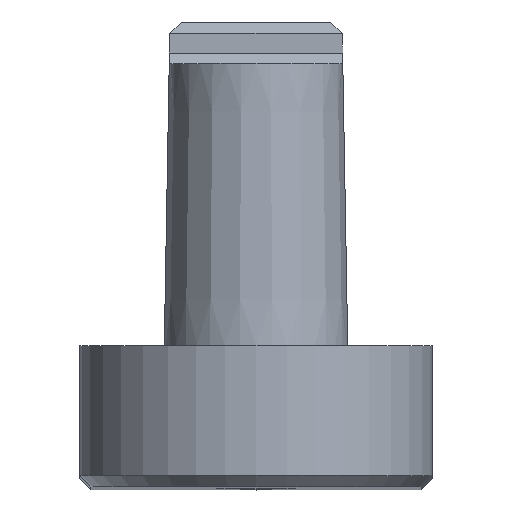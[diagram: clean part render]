
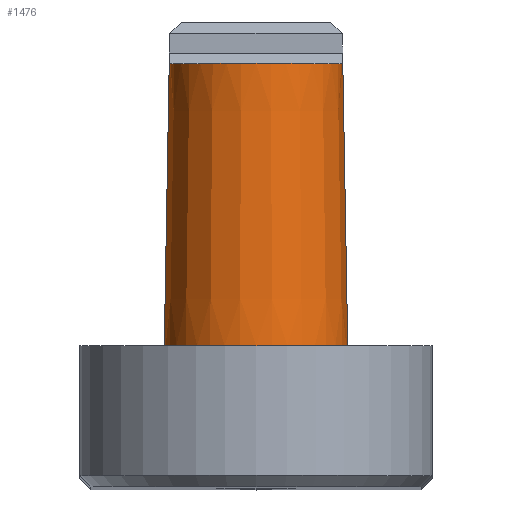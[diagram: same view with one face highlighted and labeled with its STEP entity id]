
A CAD part, top view. The second image highlights one B-rep face of the part: STEP entity #1476.
In plain terms, the highlighted conical face has half-angle 1 degrees and reference radius 3.25 mm.
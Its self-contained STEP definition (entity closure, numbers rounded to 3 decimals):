
#40=CONICAL_SURFACE('',#1605,3.25,0.017);
#42=CIRCLE('',#1483,3.075);
#84=CIRCLE('',#1599,3.25);
#166=FACE_OUTER_BOUND('',#256,.T.);
#256=EDGE_LOOP('',(#1305,#1306,#1307,#1308));
#329=LINE('',#2214,#493);
#421=LINE('',#2438,#585);
#493=VECTOR('',#1770,10.);
#585=VECTOR('',#2022,10.);
#591=VERTEX_POINT('',#2039);
#592=VERTEX_POINT('',#2041);
#656=VERTEX_POINT('',#2213);
#707=VERTEX_POINT('',#2425);
#714=EDGE_CURVE('',#592,#591,#42,.T.);
#800=EDGE_CURVE('',#656,#592,#329,.T.);
#909=EDGE_CURVE('',#656,#707,#84,.T.);
#915=EDGE_CURVE('',#707,#591,#421,.T.);
#1305=ORIENTED_EDGE('',*,*,#714,.T.);
#1306=ORIENTED_EDGE('',*,*,#915,.F.);
#1307=ORIENTED_EDGE('',*,*,#909,.F.);
#1308=ORIENTED_EDGE('',*,*,#800,.T.);
#1476=ADVANCED_FACE('',(#166),#40,.T.);
#1483=AXIS2_PLACEMENT_3D('',#2042,#1619,#1620);
#1599=AXIS2_PLACEMENT_3D('',#2426,#2004,#2005);
#1605=AXIS2_PLACEMENT_3D('',#2437,#2020,#2021);
#1619=DIRECTION('center_axis',(0.,-1.,0.));
#1620=DIRECTION('ref_axis',(1.,0.,0.));
#1770=DIRECTION('',(-0.017,1.,0.));
#2004=DIRECTION('center_axis',(0.,-1.,0.));
#2005=DIRECTION('ref_axis',(1.,0.,0.));
#2020=DIRECTION('center_axis',(0.,-1.,0.));
#2021=DIRECTION('ref_axis',(1.,0.,0.));
#2022=DIRECTION('',(0.017,1.,0.));
#2039=CARTESIAN_POINT('',(270.948,-369.889,169.521));
#2041=CARTESIAN_POINT('',(277.099,-369.889,169.521));
#2042=CARTESIAN_POINT('Origin',(274.023,-369.889,169.521));
#2213=CARTESIAN_POINT('',(277.273,-379.889,169.521));
#2214=CARTESIAN_POINT('',(277.273,-379.889,169.521));
#2425=CARTESIAN_POINT('',(270.773,-379.889,169.521));
#2426=CARTESIAN_POINT('Origin',(274.023,-379.889,169.521));
#2437=CARTESIAN_POINT('Origin',(274.023,-379.889,169.521));
#2438=CARTESIAN_POINT('',(270.773,-379.889,169.521));
